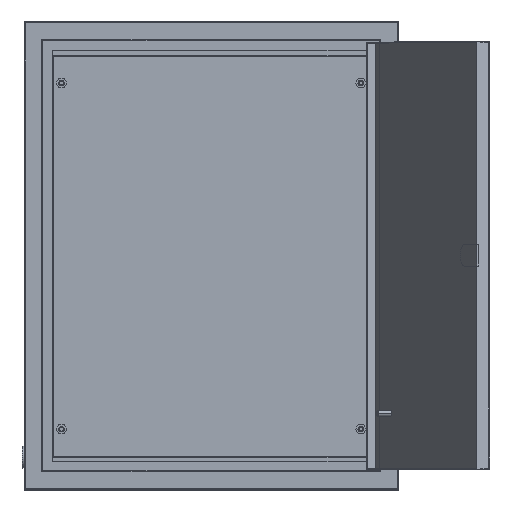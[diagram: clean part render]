
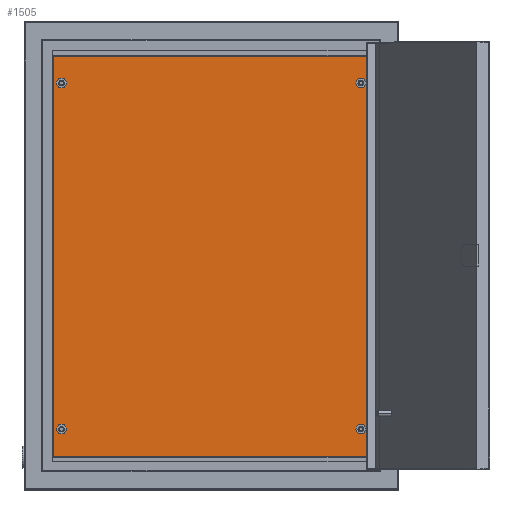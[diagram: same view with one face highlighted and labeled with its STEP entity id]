
A CAD part, top view. The second image highlights one B-rep face of the part: STEP entity #1505.
In plain terms, the highlighted planar face has unit normal (0, 0, 1).
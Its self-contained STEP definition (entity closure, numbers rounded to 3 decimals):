
#35 = CARTESIAN_POINT ( 'NONE',  ( 0., 0., 0. ) ) ;
#84 = DIRECTION ( 'NONE',  ( 0., -1., 0. ) ) ;
#86 = AXIS2_PLACEMENT_3D ( 'NONE', #3387, #2323, #3016 ) ;
#144 = CARTESIAN_POINT ( 'NONE',  ( 170., 215., 0. ) ) ;
#199 = DIRECTION ( 'NONE',  ( 1., 0., 0. ) ) ;
#248 = EDGE_CURVE ( 'NONE', #3770, #4231, #4153, .T. ) ;
#266 = EDGE_CURVE ( 'NONE', #1895, #2460, #2785, .T. ) ;
#267 = CARTESIAN_POINT ( 'NONE',  ( -164., 185., 0. ) ) ;
#439 = ORIENTED_EDGE ( 'NONE', *, *, #2206, .T. ) ;
#482 = EDGE_LOOP ( 'NONE', ( #2805, #772 ) ) ;
#513 = DIRECTION ( 'NONE',  ( 0., 0., 1. ) ) ;
#557 = DIRECTION ( 'NONE',  ( -1., 0., 0. ) ) ;
#603 = AXIS2_PLACEMENT_3D ( 'NONE', #4161, #895, #2696 ) ;
#613 = CIRCLE ( 'NONE', #3431, 4. ) ;
#628 = EDGE_LOOP ( 'NONE', ( #3509, #3418 ) ) ;
#642 = AXIS2_PLACEMENT_3D ( 'NONE', #1203, #893, #199 ) ;
#677 = VECTOR ( 'NONE', #84, 1000. ) ;
#744 = CIRCLE ( 'NONE', #603, 4. ) ;
#772 = ORIENTED_EDGE ( 'NONE', *, *, #2297, .F. ) ;
#827 = CIRCLE ( 'NONE', #3340, 4. ) ;
#833 = CARTESIAN_POINT ( 'NONE',  ( -170., 215., 0. ) ) ;
#873 = CARTESIAN_POINT ( 'NONE',  ( 170., -215., 0. ) ) ;
#893 = DIRECTION ( 'NONE',  ( 0., 0., 1. ) ) ;
#895 = DIRECTION ( 'NONE',  ( 0., 0., 1. ) ) ;
#1006 = AXIS2_PLACEMENT_3D ( 'NONE', #2142, #1377, #3881 ) ;
#1077 = DIRECTION ( 'NONE',  ( 0., 0., 1. ) ) ;
#1107 = DIRECTION ( 'NONE',  ( 1., 0., 0. ) ) ;
#1113 = VERTEX_POINT ( 'NONE', #1221 ) ;
#1144 = VERTEX_POINT ( 'NONE', #1591 ) ;
#1203 = CARTESIAN_POINT ( 'NONE',  ( -160., 185., 0. ) ) ;
#1221 = CARTESIAN_POINT ( 'NONE',  ( -156., 185., 0. ) ) ;
#1252 = DIRECTION ( 'NONE',  ( 0., 0., 1. ) ) ;
#1268 = EDGE_CURVE ( 'NONE', #1144, #3863, #744, .T. ) ;
#1297 = ORIENTED_EDGE ( 'NONE', *, *, #3995, .F. ) ;
#1337 = CIRCLE ( 'NONE', #86, 4. ) ;
#1362 = AXIS2_PLACEMENT_3D ( 'NONE', #1906, #4058, #3331 ) ;
#1377 = DIRECTION ( 'NONE',  ( 0., 0., 1. ) ) ;
#1389 = CIRCLE ( 'NONE', #1362, 4. ) ;
#1429 = VECTOR ( 'NONE', #4022, 1000. ) ;
#1457 = CIRCLE ( 'NONE', #642, 4. ) ;
#1479 = AXIS2_PLACEMENT_3D ( 'NONE', #35, #1077, #1107 ) ;
#1504 = CIRCLE ( 'NONE', #1006, 4. ) ;
#1505 = ADVANCED_FACE ( 'NONE', ( #2185, #3583, #3914, #2640, #2238 ), #3921, .T. ) ;
#1550 = VERTEX_POINT ( 'NONE', #1789 ) ;
#1591 = CARTESIAN_POINT ( 'NONE',  ( 156., 185., 0. ) ) ;
#1594 = VERTEX_POINT ( 'NONE', #4304 ) ;
#1698 = CARTESIAN_POINT ( 'NONE',  ( -170., 215., 0. ) ) ;
#1789 = CARTESIAN_POINT ( 'NONE',  ( -164., -185., 0. ) ) ;
#1852 = ORIENTED_EDGE ( 'NONE', *, *, #3367, .T. ) ;
#1895 = VERTEX_POINT ( 'NONE', #2097 ) ;
#1906 = CARTESIAN_POINT ( 'NONE',  ( -160., -185., 0. ) ) ;
#1966 = CARTESIAN_POINT ( 'NONE',  ( 160., 185., 0. ) ) ;
#2068 = EDGE_LOOP ( 'NONE', ( #2338, #1297 ) ) ;
#2097 = CARTESIAN_POINT ( 'NONE',  ( 170., 215., 0. ) ) ;
#2142 = CARTESIAN_POINT ( 'NONE',  ( -160., 185., 0. ) ) ;
#2185 = FACE_BOUND ( 'NONE', #628, .T. ) ;
#2193 = CARTESIAN_POINT ( 'NONE',  ( -170., 215., 0. ) ) ;
#2206 = EDGE_CURVE ( 'NONE', #2460, #3770, #3015, .T. ) ;
#2225 = CARTESIAN_POINT ( 'NONE',  ( -170., -215., 0. ) ) ;
#2238 = FACE_OUTER_BOUND ( 'NONE', #4147, .T. ) ;
#2283 = EDGE_CURVE ( 'NONE', #1113, #3901, #1457, .T. ) ;
#2297 = EDGE_CURVE ( 'NONE', #4415, #3274, #1337, .T. ) ;
#2323 = DIRECTION ( 'NONE',  ( 0., 0., 1. ) ) ;
#2338 = ORIENTED_EDGE ( 'NONE', *, *, #2283, .F. ) ;
#2358 = CARTESIAN_POINT ( 'NONE',  ( -160., -185., 0. ) ) ;
#2442 = AXIS2_PLACEMENT_3D ( 'NONE', #1966, #1252, #2700 ) ;
#2460 = VERTEX_POINT ( 'NONE', #1698 ) ;
#2509 = LINE ( 'NONE', #144, #3005 ) ;
#2592 = DIRECTION ( 'NONE',  ( 1., 0., 0. ) ) ;
#2640 = FACE_BOUND ( 'NONE', #2068, .T. ) ;
#2664 = VECTOR ( 'NONE', #2592, 1000. ) ;
#2696 = DIRECTION ( 'NONE',  ( -1., 0., 0. ) ) ;
#2700 = DIRECTION ( 'NONE',  ( -1., 0., 0. ) ) ;
#2785 = LINE ( 'NONE', #2193, #1429 ) ;
#2805 = ORIENTED_EDGE ( 'NONE', *, *, #3211, .F. ) ;
#2845 = CARTESIAN_POINT ( 'NONE',  ( 164., -185., 0. ) ) ;
#3004 = ORIENTED_EDGE ( 'NONE', *, *, #1268, .F. ) ;
#3005 = VECTOR ( 'NONE', #3593, 1000. ) ;
#3015 = LINE ( 'NONE', #833, #677 ) ;
#3016 = DIRECTION ( 'NONE',  ( 1., 0., 0. ) ) ;
#3029 = ORIENTED_EDGE ( 'NONE', *, *, #248, .T. ) ;
#3177 = ORIENTED_EDGE ( 'NONE', *, *, #266, .T. ) ;
#3211 = EDGE_CURVE ( 'NONE', #3274, #4415, #613, .T. ) ;
#3274 = VERTEX_POINT ( 'NONE', #2845 ) ;
#3331 = DIRECTION ( 'NONE',  ( -1., 0., 0. ) ) ;
#3338 = EDGE_LOOP ( 'NONE', ( #4340, #3004 ) ) ;
#3340 = AXIS2_PLACEMENT_3D ( 'NONE', #2358, #513, #557 ) ;
#3367 = EDGE_CURVE ( 'NONE', #4231, #1895, #2509, .T. ) ;
#3387 = CARTESIAN_POINT ( 'NONE',  ( 160., -185., 0. ) ) ;
#3418 = ORIENTED_EDGE ( 'NONE', *, *, #3807, .F. ) ;
#3431 = AXIS2_PLACEMENT_3D ( 'NONE', #4592, #3911, #3857 ) ;
#3439 = CARTESIAN_POINT ( 'NONE',  ( 164., 185., 0. ) ) ;
#3509 = ORIENTED_EDGE ( 'NONE', *, *, #3669, .F. ) ;
#3583 = FACE_BOUND ( 'NONE', #482, .T. ) ;
#3593 = DIRECTION ( 'NONE',  ( 0., 1., 0. ) ) ;
#3669 = EDGE_CURVE ( 'NONE', #1594, #1550, #1389, .T. ) ;
#3770 = VERTEX_POINT ( 'NONE', #4133 ) ;
#3799 = EDGE_CURVE ( 'NONE', #3863, #1144, #3889, .T. ) ;
#3807 = EDGE_CURVE ( 'NONE', #1550, #1594, #827, .T. ) ;
#3857 = DIRECTION ( 'NONE',  ( 1., 0., 0. ) ) ;
#3863 = VERTEX_POINT ( 'NONE', #3439 ) ;
#3881 = DIRECTION ( 'NONE',  ( 1., 0., 0. ) ) ;
#3889 = CIRCLE ( 'NONE', #2442, 4. ) ;
#3901 = VERTEX_POINT ( 'NONE', #267 ) ;
#3911 = DIRECTION ( 'NONE',  ( 0., 0., 1. ) ) ;
#3914 = FACE_BOUND ( 'NONE', #3338, .T. ) ;
#3921 = PLANE ( 'NONE',  #1479 ) ;
#3995 = EDGE_CURVE ( 'NONE', #3901, #1113, #1504, .T. ) ;
#4022 = DIRECTION ( 'NONE',  ( -1., 0., 0. ) ) ;
#4058 = DIRECTION ( 'NONE',  ( 0., 0., 1. ) ) ;
#4127 = CARTESIAN_POINT ( 'NONE',  ( 156., -185., 0. ) ) ;
#4133 = CARTESIAN_POINT ( 'NONE',  ( -170., -215., 0. ) ) ;
#4147 = EDGE_LOOP ( 'NONE', ( #439, #3029, #1852, #3177 ) ) ;
#4153 = LINE ( 'NONE', #2225, #2664 ) ;
#4161 = CARTESIAN_POINT ( 'NONE',  ( 160., 185., 0. ) ) ;
#4231 = VERTEX_POINT ( 'NONE', #873 ) ;
#4304 = CARTESIAN_POINT ( 'NONE',  ( -156., -185., 0. ) ) ;
#4340 = ORIENTED_EDGE ( 'NONE', *, *, #3799, .F. ) ;
#4415 = VERTEX_POINT ( 'NONE', #4127 ) ;
#4592 = CARTESIAN_POINT ( 'NONE',  ( 160., -185., 0. ) ) ;
